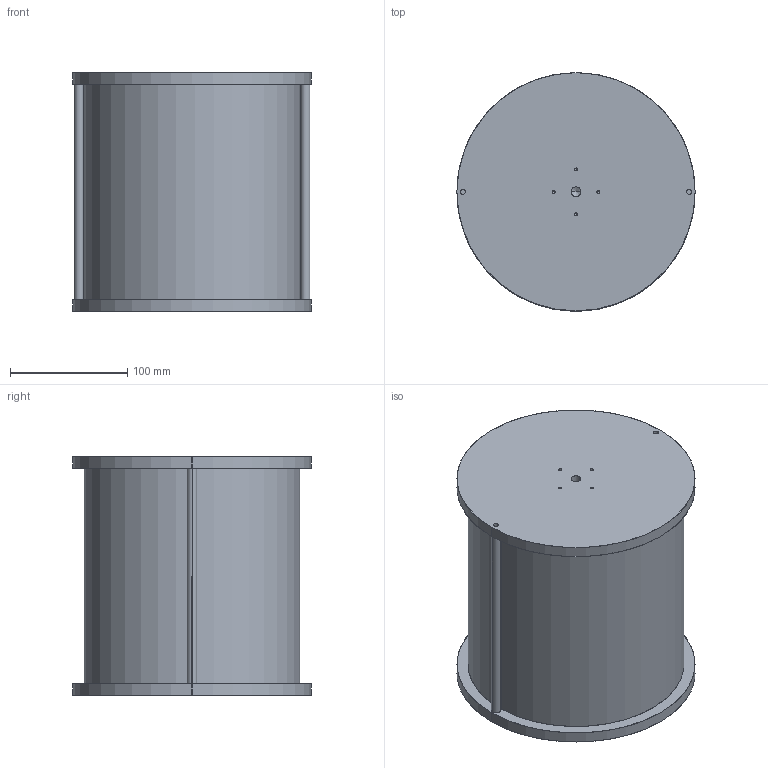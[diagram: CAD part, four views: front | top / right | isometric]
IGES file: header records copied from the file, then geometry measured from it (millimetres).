
Start section: SolidWorks IGES file using analytic representation for surfaces
Global section: file name: Pressure Vessel 7.25OD x 6.5ID x 8.00 Long.IGS; native system: SolidWorks 2016; preprocessor: SolidWorks 2016; author: algarcia; date: 160427.135517; units: inch
Bounding box: 203.2 x 203.2 x 203.2 mm (x, y, z)
Surface area: 383659.4 mm2 (no closed solid volume)
Topology: 0 solids, 0 shells, 124 faces, 1952 edges, 1912 vertices
Faces by surface type: revolution 112, bspline 12
